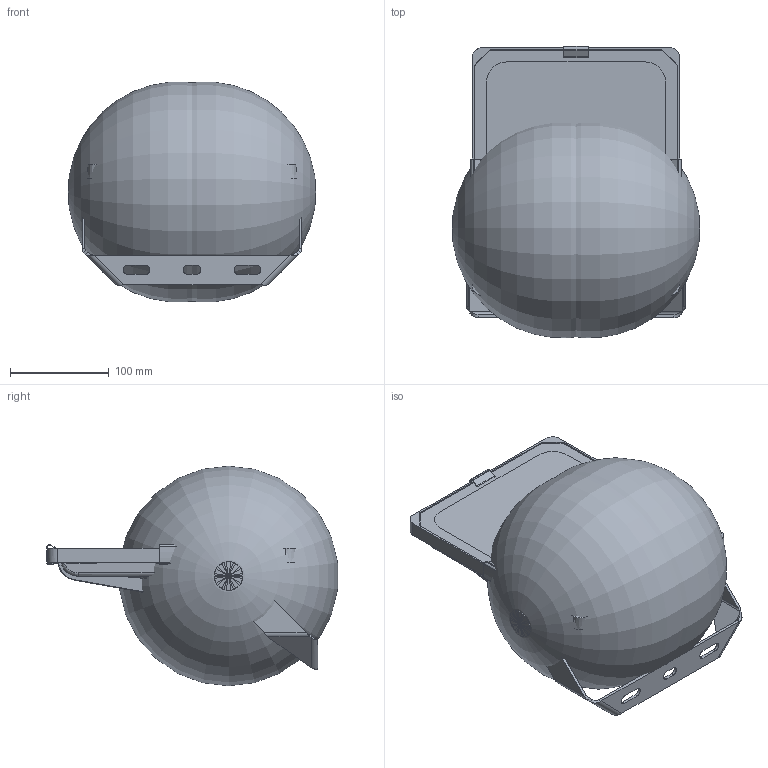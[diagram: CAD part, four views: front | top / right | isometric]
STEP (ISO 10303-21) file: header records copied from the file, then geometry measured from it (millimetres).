
FILE_DESCRIPTION (( 'STEP AP214' ), '1' );
FILE_NAME ('FL_PFM_50W.STEP', '2024-08-01T14:30:07', ( '' ), ( '' ), 'SwSTEP 2.0', 'SolidWorks 2022', '' );
FILE_SCHEMA (( 'AUTOMOTIVE_DESIGN' ));
Length unit declared in the file: millimetre
Products named in the file (1): FL_PFM_50W
Bounding box: 250.23 x 294.11 x 221.92 mm (x, y, z)
Volume: 12430009.2 mm3; surface area: 660824.4 mm2
Topology: 10 solids, 10 shells, 1109 faces, 2878 edges, 1764 vertices
Faces by surface type: cylinder 379, bspline 309, plane 295, torus 104, cone 20, sphere 2
Full cylindrical faces by diameter (mm): 11 x2
Entity records: 68723 total; most frequent: CARTESIAN_POINT 34925, ORIENTED_EDGE 5676, EDGE_CURVE 2838, DIRECTION 2587, B_SPLINE_CURVE_WITH_KNOTS 1920, VERTEX_POINT 1762, EDGE_LOOP 1134, UNCERTAINTY_MEASURE_WITH_UNIT 1121
